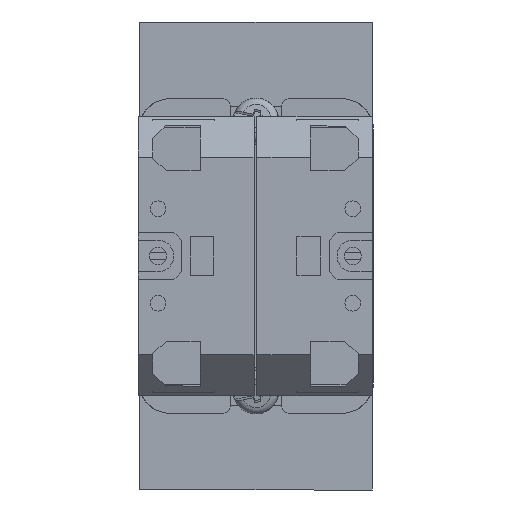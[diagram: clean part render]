
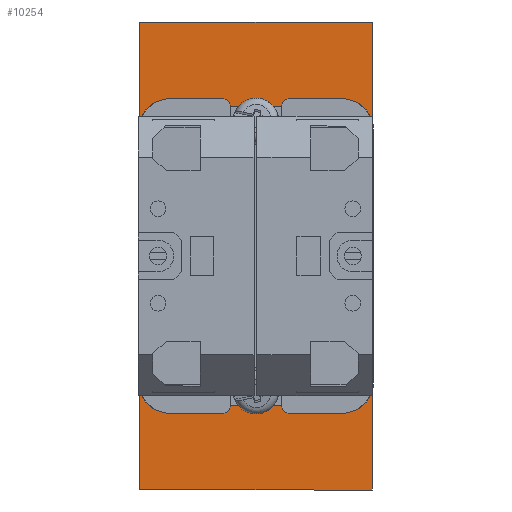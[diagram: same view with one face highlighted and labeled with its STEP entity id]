
A CAD part, front view. The second image highlights one B-rep face of the part: STEP entity #10254.
In plain terms, the highlighted planar face has unit normal (0, -1, 0).
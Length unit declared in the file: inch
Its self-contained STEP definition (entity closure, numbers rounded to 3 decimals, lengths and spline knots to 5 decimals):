
#1733 = EDGE_CURVE ( 'NONE', #13111, #14048, #12189, .T. ) ;
#2057 = VERTEX_POINT ( 'NONE', #9482 ) ;
#2068 = LINE ( 'NONE', #13957, #2932 ) ;
#2747 = VECTOR ( 'NONE', #16895, 39.37008 ) ;
#2932 = VECTOR ( 'NONE', #14019, 39.37008 ) ;
#4642 = DIRECTION ( 'NONE',  ( 0., 0., -1. ) ) ;
#4934 = VERTEX_POINT ( 'NONE', #15243 ) ;
#5171 = CIRCLE ( 'NONE', #11927, 0.47244 ) ;
#5461 = ORIENTED_EDGE ( 'NONE', *, *, #5672, .T. ) ;
#5672 = EDGE_CURVE ( 'NONE', #2057, #4934, #11846, .T. ) ;
#5733 = CARTESIAN_POINT ( 'NONE',  ( -0.58071, 0.44843, 1.17126 ) ) ;
#6267 = AXIS2_PLACEMENT_3D ( 'NONE', #15021, #6629, #16418 ) ;
#6521 = ORIENTED_EDGE ( 'NONE', *, *, #9111, .F. ) ;
#6629 = DIRECTION ( 'NONE',  ( 0., 1., 0. ) ) ;
#6693 = CARTESIAN_POINT ( 'NONE',  ( 0., 0.44843, 0. ) ) ;
#6722 = CARTESIAN_POINT ( 'NONE',  ( 0., 0.44843, 0. ) ) ;
#6897 = CARTESIAN_POINT ( 'NONE',  ( 0.58071, 0.44843, 1.17126 ) ) ;
#7067 = AXIS2_PLACEMENT_3D ( 'NONE', #6722, #16498, #8117 ) ;
#7436 = CARTESIAN_POINT ( 'NONE',  ( -0.58071, 0.44843, -1.17126 ) ) ;
#8095 = DIRECTION ( 'NONE',  ( 0., 0., 1. ) ) ;
#8117 = DIRECTION ( 'NONE',  ( 0., 0., 1. ) ) ;
#9050 = CARTESIAN_POINT ( 'NONE',  ( -0.58071, 0.44843, 1.17126 ) ) ;
#9111 = EDGE_CURVE ( 'NONE', #14048, #11300, #2068, .T. ) ;
#9446 = PLANE ( 'NONE',  #7067 ) ;
#9482 = CARTESIAN_POINT ( 'NONE',  ( 0., 0.44843, 0.47244 ) ) ;
#9789 = VECTOR ( 'NONE', #4642, 39.37008 ) ;
#9798 = EDGE_LOOP ( 'NONE', ( #12787, #5461 ) ) ;
#9942 = DIRECTION ( 'NONE',  ( 0., 0., 1. ) ) ;
#10183 = CARTESIAN_POINT ( 'NONE',  ( 0.58071, 0.44843, 1.17126 ) ) ;
#10254 = ADVANCED_FACE ( 'NONE', ( #14012, #10274 ), #9446, .F. ) ;
#10274 = FACE_OUTER_BOUND ( 'NONE', #17147, .T. ) ;
#10309 = ORIENTED_EDGE ( 'NONE', *, *, #11475, .F. ) ;
#11293 = CARTESIAN_POINT ( 'NONE',  ( 0.58071, 0.44843, -1.17126 ) ) ;
#11300 = VERTEX_POINT ( 'NONE', #6897 ) ;
#11475 = EDGE_CURVE ( 'NONE', #11300, #15746, #13963, .T. ) ;
#11846 = CIRCLE ( 'NONE', #6267, 0.47244 ) ;
#11927 = AXIS2_PLACEMENT_3D ( 'NONE', #6693, #16466, #8095 ) ;
#12139 = CARTESIAN_POINT ( 'NONE',  ( 0.58071, 0.44843, -1.17126 ) ) ;
#12189 = LINE ( 'NONE', #5733, #15474 ) ;
#12787 = ORIENTED_EDGE ( 'NONE', *, *, #13375, .T. ) ;
#12964 = ORIENTED_EDGE ( 'NONE', *, *, #1733, .F. ) ;
#13111 = VERTEX_POINT ( 'NONE', #7436 ) ;
#13375 = EDGE_CURVE ( 'NONE', #4934, #2057, #5171, .T. ) ;
#13482 = LINE ( 'NONE', #11293, #2747 ) ;
#13779 = EDGE_CURVE ( 'NONE', #15746, #13111, #13482, .T. ) ;
#13957 = CARTESIAN_POINT ( 'NONE',  ( 0.58071, 0.44843, 1.17126 ) ) ;
#13963 = LINE ( 'NONE', #10183, #9789 ) ;
#14012 = FACE_BOUND ( 'NONE', #9798, .T. ) ;
#14019 = DIRECTION ( 'NONE',  ( 1., 0., 0. ) ) ;
#14048 = VERTEX_POINT ( 'NONE', #9050 ) ;
#15021 = CARTESIAN_POINT ( 'NONE',  ( 0., 0.44843, 0. ) ) ;
#15243 = CARTESIAN_POINT ( 'NONE',  ( 0., 0.44843, -0.47244 ) ) ;
#15474 = VECTOR ( 'NONE', #9942, 39.37008 ) ;
#15746 = VERTEX_POINT ( 'NONE', #12139 ) ;
#16418 = DIRECTION ( 'NONE',  ( 0., 0., 1. ) ) ;
#16466 = DIRECTION ( 'NONE',  ( 0., 1., 0. ) ) ;
#16498 = DIRECTION ( 'NONE',  ( 0., 1., 0. ) ) ;
#16895 = DIRECTION ( 'NONE',  ( -1., 0., 0. ) ) ;
#17147 = EDGE_LOOP ( 'NONE', ( #12964, #17398, #10309, #6521 ) ) ;
#17398 = ORIENTED_EDGE ( 'NONE', *, *, #13779, .F. ) ;
